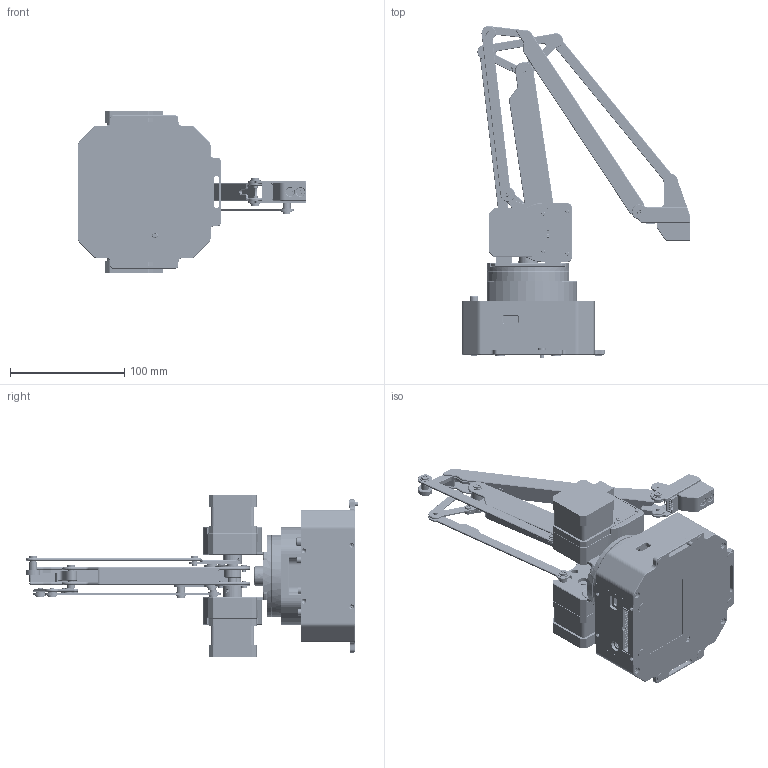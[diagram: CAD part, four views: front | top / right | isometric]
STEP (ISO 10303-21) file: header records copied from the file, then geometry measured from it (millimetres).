
FILE_DESCRIPTION (( 'STEP AP203' ), '1' );
FILE_NAME ('uArmSwiftPro(UP1300)3D恅璃.STEP', '2018-04-21T03:06:53', ( '' ), ( '' ), 'SwSTEP 2.0', 'SolidWorks 2014', '' );
FILE_SCHEMA (( 'CONFIG_CONTROL_DESIGN' ));
Length unit declared in the file: millimetre
Products named in the file (63): uArmSwiftPro(UP1300)3D恅璃; 菁釱裔; 偌瑩簽ㄗ傻ㄘ; M3X5 囀鞠褒埴芛蹟佪; 翋旋壽誹2泂祧ㄗProㄘ; 42+ 1｣ｺ4.5ｼﾙﾏ茱ｨﾗﾒﾁｽｲ爛ｩ; 呿蹋裔啣; MF84; M4X6 麥芛蹟佪; 3mm臏盓傅翐; 3Dprint 蛌諉啣; 5-13-4粣創1; з遙偌瑩; 2mm絳嫖翐; M4X7 す芛蹟佪; 6X2.5 棠沺; 萇埭偌瑩; M4X15 す芛蹟佪; 偌聽; 三角形连杆; 翋旋壽誹1; 三角形连杆轴承压紧件; 菁釱笢潔窒煦; 7mm 盓傅翐; M3X5 麥芛蹟佪; 藺傷蟀裝; M4X10 す芛蹟佪; ヶ傷壽誹; 蝓蟈; 42祭輛萇儂; 衵耜⑻梟; 藺傷PCB; 粣創盓傅粣; 42+ 1｣ｺ4.5ｼﾙﾏ茱ｨｵﾗﾗｩ; M3X5 圆头黑色十字螺丝; 气泵装配体（扎带方案）; ヶ傷籵蚚璃; 熬厒眊奻褲ㄗ謗耜ㄘ; M4X5 階佪; 8.3X1.5 滅賑菜 ...
Assembly tree (150 placements, depth 4):
  uArmSwiftPro(UP1300)3D恅璃
    42+ 1｣ｺ4.5ｼﾙﾏ茱ｨﾗﾒﾁｽｲ爛ｩ  x2
      42祭輛萇儂
      减速箱下壳（两侧电机）
      怀堤粣ㄗ謗耜萇儂ㄘ
      熬厒眊奻褲ㄗ謗耜ㄘ
      6X2.5 棠沺
      棠晤鎢んPCB
      M3X6 囀鞠褒埴芛蹟佪
    菁裔蚾饜极
      轴承支撑圈
      偌聽  x2
      呿蹋裔啣
      气泵装配体（扎带方案）
        菁釱裔
      2mm絳嫖翐
      偌瑩簽ㄗ傻ㄘ  x2
      萇埭偌瑩
      47X30X9 粣創
      3Dprint 蛌諉啣
      42+ 1｣ｺ4.5ｼﾙﾏ茱ｨｵﾗﾗｩ
        5-13-4粣創1
        M3X5 圆头黑色十字螺丝  x2
      8.3X1.5 滅賑菜  x8
      2mm导热硅胶片
      菁釱奻裔
      菁釱笢潔窒煦
      M3X15 邧籵蹟翐  x2
      з遙偌瑩
      絳嫖璃
      菁釱奻裔 泂祧
    酘耜蟀裝
    粣創盓傅粣
    三角形连杆
    藺傷蟀裝
    衵耜⑻梟
    衵耜蟀裝
    翋旋壽誹1
    翋旋壽誹2
    电机轴承支撑座（左侧）
    蝓蟈
    电机轴承支撑座（右侧）
    ヶ傷壽誹
    ヶ傷籵蚚璃
    L倰蟀諉璃ㄗ珨极趙ㄘ  x2
    三角形连杆轴承压紧件
    47X30X9 粣創
    MF84  x11
    7mm 盓傅翐
    M4X10 す芛蹟佪  x2
    M4X15 す芛蹟佪  x2
    M3X5 す芛蹟佪
    M4X7 す芛蹟佪  x15
    M2X4蹟佪  x11
    M4X5 階佪  x10
    M4X6 麥芛蹟佪  x8
    M3X4 囀鞠褒埴芛蹟佪  x3
    藺傷PCB
    M3X5 圆头黑色十字螺丝  x12
    M3X5 晦す芛沺傲蠢蹟佪  x4
Bounding box: 199.62 x 290.28 x 141.8 mm (x, y, z)
Volume: 523054.4 mm3; surface area: 329923.7 mm2
Topology: 155 solids, 155 shells, 5311 faces, 13124 edges, 8504 vertices
Faces by surface type: plane 3476, cylinder 1200, cone 476, bspline 159
Full cylindrical faces by diameter (mm): 1.2 x8, 1.5 x3, 1.6 x15, 1.83 x11, 1.9 x1, 2 x8, 2.2 x11, 2.4 x2, 2.5 x37, 2.7 x8, 2.8 x2, 3 x21, 3.1 x5, 3.2 x49, 3.3 x36, 3.4 x11, 3.5 x1, 3.8 x11, 3.9 x10, 4 x36, 4.2 x12, 4.9 x1, 5 x20, 5.05 x1, 5.1 x14, 5.2 x2, 5.3 x8, 5.6 x8, 5.7 x1, 5.8 x12
Entity records: 106644 total; most frequent: CARTESIAN_POINT 23048, DIRECTION 15309, ORIENTED_EDGE 14768, EDGE_CURVE 7384, VECTOR 5103, LINE 5103, AXIS2_PLACEMENT_3D 5103, VERTEX_POINT 4969
